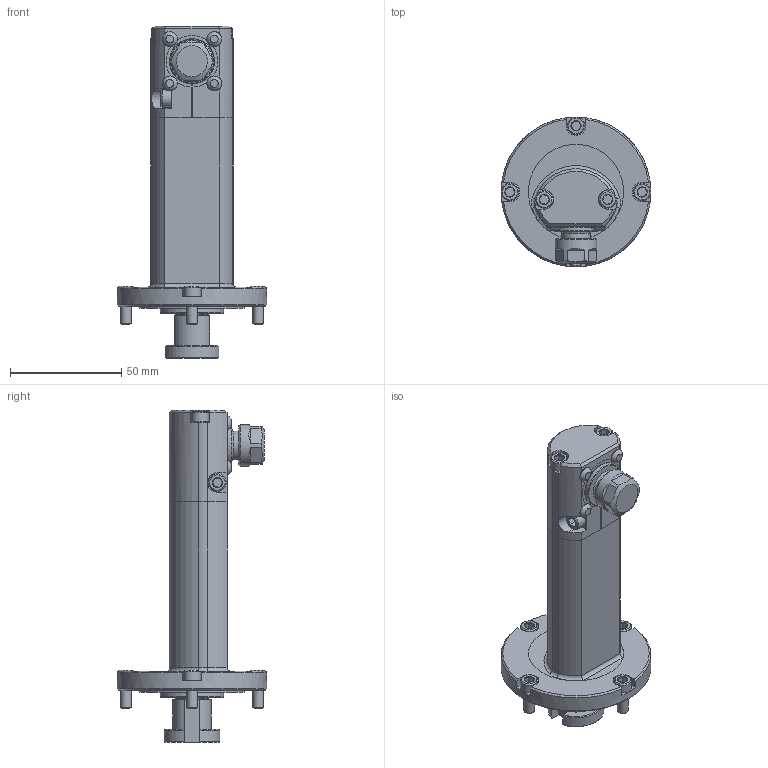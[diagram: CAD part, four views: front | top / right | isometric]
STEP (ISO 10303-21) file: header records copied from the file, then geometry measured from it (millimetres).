
FILE_DESCRIPTION (( 'STEP AP203' ), '1' );
FILE_NAME ('2DSTER11-D.STEP', '2015-06-20T13:08:49', ( '' ), ( '' ), 'SwSTEP 2.0', 'SolidWorks 2014', '' );
FILE_SCHEMA (( 'CONFIG_CONTROL_DESIGN' ));
Length unit declared in the file: inch
Products named in the file (1): 2DSTER11-D
Bounding box: 67.44 x 67.44 x 149.35 mm (x, y, z)
Volume: 134687.6 mm3; surface area: 26124.7 mm2
Topology: 1 solids, 1 shells, 272 faces, 594 edges, 356 vertices
Faces by surface type: plane 136, cone 77, cylinder 47, torus 8, sphere 4
Full cylindrical faces by diameter (mm): 4.826 x4, 6.655 x4, 7.925 x7, 12.725 x1, 15.062 x1, 18.7 x1, 20.206 x1, 28.575 x1, 47.625 x1, 67.437 x1
Entity records: 7492 total; most frequent: CARTESIAN_POINT 1812, DIRECTION 1202, ORIENTED_EDGE 1052, EDGE_CURVE 526, AXIS2_PLACEMENT_3D 489, EDGE_LOOP 352, VERTEX_POINT 336, FACE_OUTER_BOUND 300
